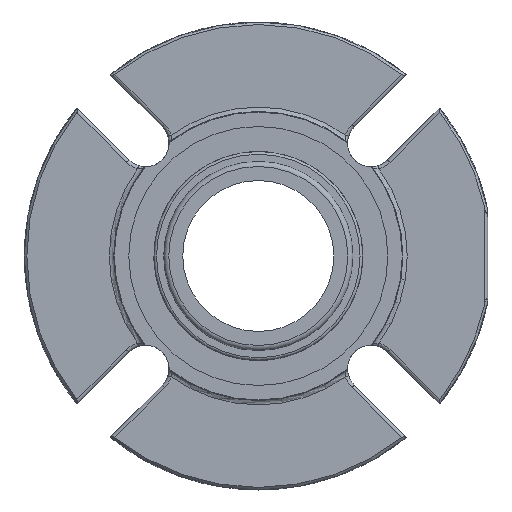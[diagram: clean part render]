
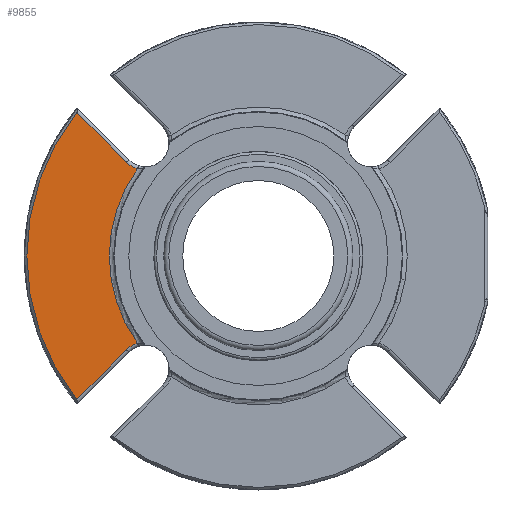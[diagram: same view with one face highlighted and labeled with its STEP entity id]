
A CAD part, left-side view. The second image highlights one B-rep face of the part: STEP entity #9855.
In plain terms, the highlighted planar face has unit normal (-1, 0, 0).
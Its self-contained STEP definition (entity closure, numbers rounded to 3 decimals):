
#1169=LINE('',#19943,#1676);
#1171=LINE('',#19949,#1678);
#1676=VECTOR('',#12983,1000.);
#1678=VECTOR('',#12989,1000.);
#1906=PLANE('',#10775);
#4125=ORIENTED_EDGE('',*,*,#6058,.T.);
#4126=ORIENTED_EDGE('',*,*,#5851,.F.);
#4127=ORIENTED_EDGE('',*,*,#6055,.T.);
#4128=ORIENTED_EDGE('',*,*,#6059,.T.);
#4129=ORIENTED_EDGE('',*,*,#6060,.T.);
#4130=ORIENTED_EDGE('',*,*,#6061,.T.);
#5851=EDGE_CURVE('',#7022,#7023,#7642,.T.);
#6055=EDGE_CURVE('',#7022,#7131,#1169,.F.);
#6058=EDGE_CURVE('',#7133,#7023,#1171,.F.);
#6059=EDGE_CURVE('',#7131,#7134,#7737,.F.);
#6060=EDGE_CURVE('',#7134,#7135,#7738,.F.);
#6061=EDGE_CURVE('',#7135,#7133,#7739,.F.);
#7022=VERTEX_POINT('',#19068);
#7023=VERTEX_POINT('',#19069);
#7131=VERTEX_POINT('',#19944);
#7133=VERTEX_POINT('',#19950);
#7134=VERTEX_POINT('',#19952);
#7135=VERTEX_POINT('',#19954);
#7642=CIRCLE('',#10607,68.961);
#7737=CIRCLE('',#10776,8.);
#7738=CIRCLE('',#10777,44.375);
#7739=CIRCLE('',#10778,8.);
#8353=EDGE_LOOP('',(#4125,#4126,#4127,#4128,#4129,#4130));
#9041=FACE_BOUND('',#8353,.T.);
#9855=ADVANCED_FACE('',(#9041),#1906,.T.);
#10607=AXIS2_PLACEMENT_3D('',#19067,#12593,#12594);
#10775=AXIS2_PLACEMENT_3D('',#19948,#12987,#12988);
#10776=AXIS2_PLACEMENT_3D('',#19951,#12990,#12991);
#10777=AXIS2_PLACEMENT_3D('',#19953,#12992,#12993);
#10778=AXIS2_PLACEMENT_3D('',#19955,#12994,#12995);
#12593=DIRECTION('',(1.,0.,0.));
#12594=DIRECTION('',(0.,0.,1.));
#12983=DIRECTION('',(0.,0.707,-0.707));
#12987=DIRECTION('',(-1.,0.,0.));
#12988=DIRECTION('',(0.,-1.,0.));
#12989=DIRECTION('',(0.,-0.707,-0.707));
#12990=DIRECTION('',(-1.,0.,0.));
#12991=DIRECTION('',(0.,-1.,0.));
#12992=DIRECTION('',(-1.,0.,0.));
#12993=DIRECTION('',(0.,-1.,0.));
#12994=DIRECTION('',(-1.,0.,0.));
#12995=DIRECTION('',(0.,-1.,0.));
#19067=CARTESIAN_POINT('',(-8.128,0.,0.));
#19068=CARTESIAN_POINT('',(-8.128,54.09,-42.777));
#19069=CARTESIAN_POINT('',(-8.128,54.09,42.777));
#19943=CARTESIAN_POINT('',(-8.128,39.244,-27.931));
#19944=CARTESIAN_POINT('',(-8.128,39.244,-27.931));
#19948=CARTESIAN_POINT('',(-8.128,70.625,0.));
#19949=CARTESIAN_POINT('',(-8.128,55.35,44.037));
#19950=CARTESIAN_POINT('',(-8.128,39.244,27.931));
#19951=CARTESIAN_POINT('',(-8.128,33.588,-33.588));
#19952=CARTESIAN_POINT('',(-8.128,35.991,-25.957));
#19953=CARTESIAN_POINT('',(-8.128,0.,0.));
#19954=CARTESIAN_POINT('',(-8.128,35.991,25.957));
#19955=CARTESIAN_POINT('',(-8.128,33.588,33.588));
